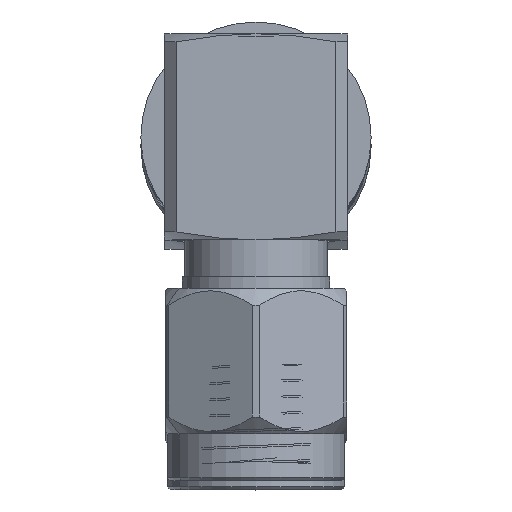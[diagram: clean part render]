
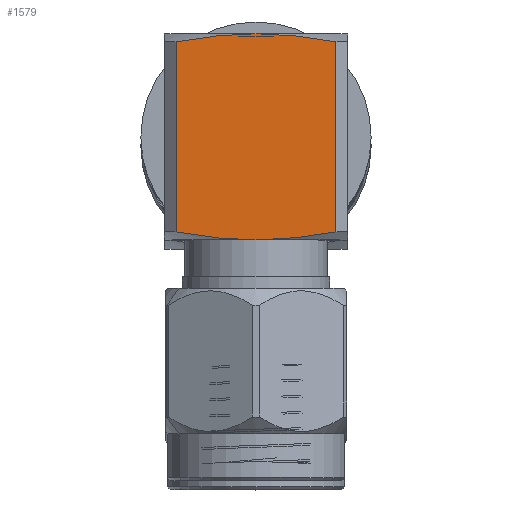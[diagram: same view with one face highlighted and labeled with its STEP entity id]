
A CAD part, top view. The second image highlights one B-rep face of the part: STEP entity #1579.
In plain terms, the highlighted face is planar.
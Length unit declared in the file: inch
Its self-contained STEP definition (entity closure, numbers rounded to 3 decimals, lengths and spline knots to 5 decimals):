
#90 = CARTESIAN_POINT ( 'NONE',  ( -0.17717, 0.15748, 0. ) ) ;
#164 = CARTESIAN_POINT ( 'NONE',  ( -0.17717, 0.15748, -0.02298 ) ) ;
#223 = CARTESIAN_POINT ( 'NONE',  ( 0.17717, 0.15748, 0.02292 ) ) ;
#465 = LINE ( 'NONE', #1932, #3793 ) ;
#475 = ORIENTED_EDGE ( 'NONE', *, *, #662, .T. ) ;
#478 = ORIENTED_EDGE ( 'NONE', *, *, #3753, .F. ) ;
#652 = CARTESIAN_POINT ( 'NONE',  ( 0.17578, 0.15748, 0.04587 ) ) ;
#662 = EDGE_CURVE ( 'NONE', #3289, #1344, #465, .T. ) ;
#989 = VERTEX_POINT ( 'NONE', #1831 ) ;
#1037 = VERTEX_POINT ( 'NONE', #2704 ) ;
#1041 = PLANE ( 'NONE',  #3791 ) ;
#1303 = DIRECTION ( 'NONE',  ( 1., 0., 0. ) ) ;
#1344 = VERTEX_POINT ( 'NONE', #4553 ) ;
#1416 = CARTESIAN_POINT ( 'NONE',  ( -0.16335, 0.15748, -0.13748 ) ) ;
#1579 = ADVANCED_FACE ( 'NONE', ( #4652 ), #1041, .F. ) ;
#1654 = CARTESIAN_POINT ( 'NONE',  ( -0.17578, 0.15748, 0.04587 ) ) ;
#1792 = VERTEX_POINT ( 'NONE', #5248 ) ;
#1830 = B_SPLINE_CURVE_WITH_KNOTS ( 'NONE', 3,
 ( #3827, #5536, #1654, #2531, #4675, #2971 ),
 .UNSPECIFIED., .F., .F.,
 ( 4, 2, 4 ),
 ( 0.00831, 0.01007, 0.01183 ),
 .UNSPECIFIED. ) ;
#1831 = CARTESIAN_POINT ( 'NONE',  ( 0.17717, 0.15748, 0. ) ) ;
#1840 = CARTESIAN_POINT ( 'NONE',  ( -0.17085, 0.15748, -0.09175 ) ) ;
#1909 = CARTESIAN_POINT ( 'NONE',  ( -0.17717, 0.15748, 0.15748 ) ) ;
#1932 = CARTESIAN_POINT ( 'NONE',  ( -0.15969, 0.15748, -0.13748 ) ) ;
#2176 = CARTESIAN_POINT ( 'NONE',  ( -0.17717, 0.15748, 0.13748 ) ) ;
#2187 = DIRECTION ( 'NONE',  ( 0., -1., 0. ) ) ;
#2266 = CARTESIAN_POINT ( 'NONE',  ( -0.16737, 0.15748, -0.11466 ) ) ;
#2289 = CARTESIAN_POINT ( 'NONE',  ( -0.17577, 0.15748, -0.04592 ) ) ;
#2294 = EDGE_CURVE ( 'NONE', #1344, #4946, #2827, .T. ) ;
#2299 = CARTESIAN_POINT ( 'NONE',  ( 0.16335, 0.15748, -0.13748 ) ) ;
#2531 = CARTESIAN_POINT ( 'NONE',  ( -0.17084, 0.15748, 0.09184 ) ) ;
#2704 = CARTESIAN_POINT ( 'NONE',  ( -0.16335, 0.15748, 0.13748 ) ) ;
#2751 = DIRECTION ( 'NONE',  ( 0., 0., -1. ) ) ;
#2827 = B_SPLINE_CURVE_WITH_KNOTS ( 'NONE', 3,
 ( #1416, #2266, #1840, #2289, #164, #90 ),
 .UNSPECIFIED., .F., .F.,
 ( 4, 2, 4 ),
 ( 0.00478, 0.00654, 0.00831 ),
 .UNSPECIFIED. ) ;
#2971 = CARTESIAN_POINT ( 'NONE',  ( -0.16335, 0.15748, 0.13748 ) ) ;
#2999 = ORIENTED_EDGE ( 'NONE', *, *, #3574, .F. ) ;
#3261 = CARTESIAN_POINT ( 'NONE',  ( 0.17717, 0.15748, 0. ) ) ;
#3289 = VERTEX_POINT ( 'NONE', #4710 ) ;
#3294 = ORIENTED_EDGE ( 'NONE', *, *, #4828, .T. ) ;
#3464 = EDGE_CURVE ( 'NONE', #1037, #1792, #4366, .T. ) ;
#3539 = CARTESIAN_POINT ( 'NONE',  ( 0.17577, 0.15748, -0.04592 ) ) ;
#3574 = EDGE_CURVE ( 'NONE', #3289, #989, #3703, .T. ) ;
#3613 = CARTESIAN_POINT ( 'NONE',  ( 0.16737, 0.15748, -0.11466 ) ) ;
#3653 = CARTESIAN_POINT ( 'NONE',  ( 0.16735, 0.15748, 0.11476 ) ) ;
#3703 = B_SPLINE_CURVE_WITH_KNOTS ( 'NONE', 3,
 ( #2299, #3613, #5302, #3539, #5322, #4889 ),
 .UNSPECIFIED., .F., .F.,
 ( 4, 2, 4 ),
 ( 0.00478, 0.00654, 0.00831 ),
 .UNSPECIFIED. ) ;
#3753 = EDGE_CURVE ( 'NONE', #989, #1792, #5428, .T. ) ;
#3791 = AXIS2_PLACEMENT_3D ( 'NONE', #1909, #2187, #2751 ) ;
#3793 = VECTOR ( 'NONE', #5305, 39.37008 ) ;
#3827 = CARTESIAN_POINT ( 'NONE',  ( -0.17717, 0.15748, 0. ) ) ;
#3844 = VECTOR ( 'NONE', #1303, 39.37008 ) ;
#4239 = ORIENTED_EDGE ( 'NONE', *, *, #3464, .T. ) ;
#4366 = LINE ( 'NONE', #2176, #3844 ) ;
#4553 = CARTESIAN_POINT ( 'NONE',  ( -0.16335, 0.15748, -0.13748 ) ) ;
#4652 = FACE_OUTER_BOUND ( 'NONE', #4688, .T. ) ;
#4675 = CARTESIAN_POINT ( 'NONE',  ( -0.16735, 0.15748, 0.11476 ) ) ;
#4688 = EDGE_LOOP ( 'NONE', ( #2999, #475, #4708, #3294, #4239, #478 ) ) ;
#4708 = ORIENTED_EDGE ( 'NONE', *, *, #2294, .T. ) ;
#4710 = CARTESIAN_POINT ( 'NONE',  ( 0.16335, 0.15748, -0.13748 ) ) ;
#4828 = EDGE_CURVE ( 'NONE', #4946, #1037, #1830, .T. ) ;
#4889 = CARTESIAN_POINT ( 'NONE',  ( 0.17717, 0.15748, 0. ) ) ;
#4941 = CARTESIAN_POINT ( 'NONE',  ( 0.17084, 0.15748, 0.09184 ) ) ;
#4946 = VERTEX_POINT ( 'NONE', #5273 ) ;
#5248 = CARTESIAN_POINT ( 'NONE',  ( 0.16335, 0.15748, 0.13748 ) ) ;
#5273 = CARTESIAN_POINT ( 'NONE',  ( -0.17717, 0.15748, 0. ) ) ;
#5302 = CARTESIAN_POINT ( 'NONE',  ( 0.17085, 0.15748, -0.09175 ) ) ;
#5305 = DIRECTION ( 'NONE',  ( -1., 0., 0. ) ) ;
#5322 = CARTESIAN_POINT ( 'NONE',  ( 0.17717, 0.15748, -0.02298 ) ) ;
#5396 = CARTESIAN_POINT ( 'NONE',  ( 0.16335, 0.15748, 0.13748 ) ) ;
#5428 = B_SPLINE_CURVE_WITH_KNOTS ( 'NONE', 3,
 ( #3261, #223, #652, #4941, #3653, #5396 ),
 .UNSPECIFIED., .F., .F.,
 ( 4, 2, 4 ),
 ( 0.00831, 0.01007, 0.01183 ),
 .UNSPECIFIED. ) ;
#5536 = CARTESIAN_POINT ( 'NONE',  ( -0.17717, 0.15748, 0.02292 ) ) ;
